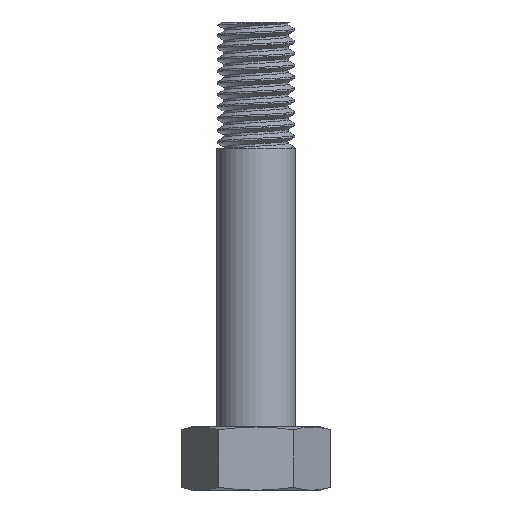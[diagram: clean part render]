
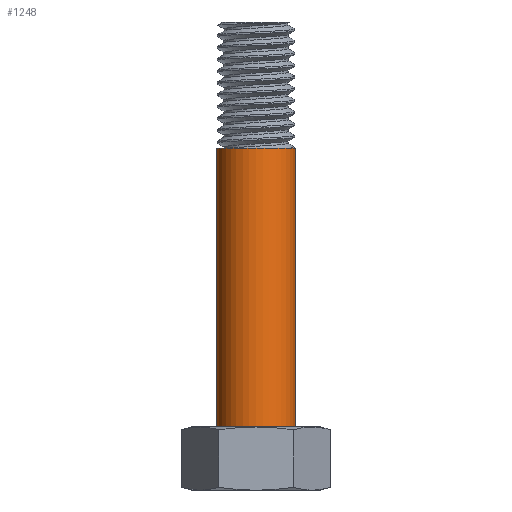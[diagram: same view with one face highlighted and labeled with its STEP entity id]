
A CAD part, left-side view. The second image highlights one B-rep face of the part: STEP entity #1248.
In plain terms, the highlighted cylindrical face has radius 5 mm (diameter 10 mm), a full revolution.
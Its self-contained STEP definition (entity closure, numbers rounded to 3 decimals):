
#115=FACE_OUTER_BOUND('',#190,.T.);
#190=EDGE_LOOP('',(#892,#893,#894,#895));
#243=CIRCLE('',#1336,5.);
#248=CIRCLE('',#1344,5.);
#371=LINE('',#3155,#428);
#428=VECTOR('',#1501,5.);
#509=VERTEX_POINT('',#2921);
#515=VERTEX_POINT('',#3152);
#660=EDGE_CURVE('',#509,#509,#243,.T.);
#669=EDGE_CURVE('',#515,#515,#248,.T.);
#670=EDGE_CURVE('',#509,#515,#371,.T.);
#892=ORIENTED_EDGE('',*,*,#660,.F.);
#893=ORIENTED_EDGE('',*,*,#670,.T.);
#894=ORIENTED_EDGE('',*,*,#669,.T.);
#895=ORIENTED_EDGE('',*,*,#670,.F.);
#1206=CYLINDRICAL_SURFACE('',#1345,5.);
#1248=ADVANCED_FACE('',(#115),#1206,.T.);
#1336=AXIS2_PLACEMENT_3D('',#2922,#1479,#1480);
#1344=AXIS2_PLACEMENT_3D('',#3153,#1497,#1498);
#1345=AXIS2_PLACEMENT_3D('',#3154,#1499,#1500);
#1479=DIRECTION('center_axis',(0.,0.,1.));
#1480=DIRECTION('ref_axis',(-1.,0.,0.));
#1497=DIRECTION('center_axis',(0.,0.,1.));
#1498=DIRECTION('ref_axis',(-1.,0.,0.));
#1499=DIRECTION('center_axis',(0.,0.,1.));
#1500=DIRECTION('ref_axis',(-1.,0.,0.));
#1501=DIRECTION('',(0.,0.,-1.));
#2921=CARTESIAN_POINT('',(50.,0.,43.4));
#2922=CARTESIAN_POINT('Origin',(45.,0.,43.4));
#3152=CARTESIAN_POINT('',(50.,0.,6.7));
#3153=CARTESIAN_POINT('Origin',(45.,0.,6.7));
#3154=CARTESIAN_POINT('Origin',(45.,0.,6.4));
#3155=CARTESIAN_POINT('',(50.,0.,6.4));
